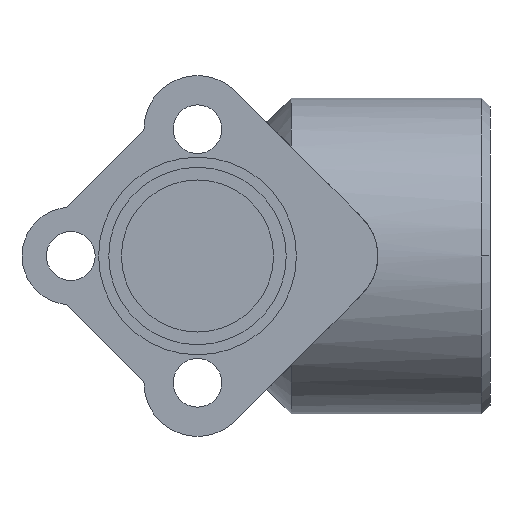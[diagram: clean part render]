
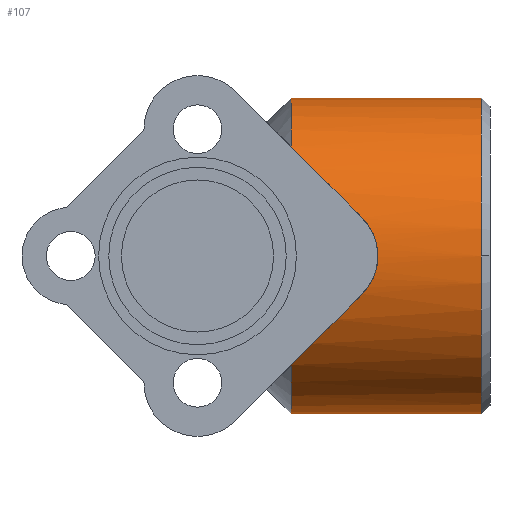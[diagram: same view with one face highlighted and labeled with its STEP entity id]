
A CAD part, front view. The second image highlights one B-rep face of the part: STEP entity #107.
In plain terms, the highlighted cylindrical face has radius 16.2 mm (diameter 32.4 mm), a partial arc.
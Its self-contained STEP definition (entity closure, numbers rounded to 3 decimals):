
#107=ADVANCED_FACE('',(#188),#189,.T.);
#188=FACE_OUTER_BOUND('',#282,.T.);
#189=CYLINDRICAL_SURFACE('',#283,16.2);
#282=EDGE_LOOP('',(#554,#555,#556,#557,#558,#559,#560,#561,#562));
#283=AXIS2_PLACEMENT_3D('',#563,#564,#565);
#554=ORIENTED_EDGE('',*,*,#660,.T.);
#555=ORIENTED_EDGE('',*,*,#674,.T.);
#556=ORIENTED_EDGE('',*,*,#735,.T.);
#557=ORIENTED_EDGE('',*,*,#663,.T.);
#558=ORIENTED_EDGE('',*,*,#670,.T.);
#559=ORIENTED_EDGE('',*,*,#740,.F.);
#560=ORIENTED_EDGE('',*,*,#741,.F.);
#561=ORIENTED_EDGE('',*,*,#742,.F.);
#562=ORIENTED_EDGE('',*,*,#738,.T.);
#563=CARTESIAN_POINT('',(18.0,18.0,0.0));
#564=DIRECTION('',(1.0,0.0,0.0));
#565=DIRECTION('',(0.0,0.0,-1.0));
#660=EDGE_CURVE('',#780,#781,#782,.T.);
#663=EDGE_CURVE('',#787,#785,#788,.T.);
#670=EDGE_CURVE('',#785,#798,#800,.T.);
#674=EDGE_CURVE('',#781,#805,#807,.T.);
#735=EDGE_CURVE('',#805,#787,#907,.T.);
#738=EDGE_CURVE('',#910,#780,#911,.T.);
#740=EDGE_CURVE('',#913,#798,#914,.T.);
#741=EDGE_CURVE('',#915,#913,#916,.T.);
#742=EDGE_CURVE('',#910,#915,#917,.T.);
#780=VERTEX_POINT('',#966);
#781=VERTEX_POINT('',#967);
#782=LINE('',#968,#969);
#785=VERTEX_POINT('',#972);
#787=VERTEX_POINT('',#974);
#788=LINE('',#975,#976);
#798=VERTEX_POINT('',#996);
#800=CIRCLE('',#1000,16.2);
#805=VERTEX_POINT('',#1006);
#807=CIRCLE('',#1009,16.2);
#907=CIRCLE('',#1254,16.2);
#910=VERTEX_POINT('',#1257);
#911=CIRCLE('',#1258,16.2);
#913=VERTEX_POINT('',#1262);
#914=ELLIPSE('',#1263,22.91,16.2);
#915=VERTEX_POINT('',#1264);
#916=B_SPLINE_CURVE_WITH_KNOTS('',3,(#1265,#1266,#1267,#1268,#1269,#1270,#1271,#1272,#1273,#1274,#1275,#1276,#1277,#1278,#1279,#1280,#1281,#1282,#1283,#1284,#1285,#1286),.UNSPECIFIED.,.F.,.F.,(4,2,2,2,2,2,2,2,2,2,4),(19.855,20.9,21.944,22.989,24.034,25.078,26.123,27.168,28.212,29.257,30.302),.UNSPECIFIED.);
#917=ELLIPSE('',#1287,22.91,16.2);
#966=CARTESIAN_POINT('',(9.6,18.0,-16.2));
#967=CARTESIAN_POINT('',(29.1,18.0,-16.2));
#968=CARTESIAN_POINT('',(18.0,18.0,-16.2));
#969=VECTOR('',#1339,1.0);
#972=CARTESIAN_POINT('',(9.6,18.0,16.2));
#974=CARTESIAN_POINT('',(29.1,18.0,16.2));
#975=CARTESIAN_POINT('',(18.0,18.0,16.2));
#976=VECTOR('',#1346,1.0);
#996=CARTESIAN_POINT('',(9.6,6.274,11.178));
#1000=AXIS2_PLACEMENT_3D('',#1357,#1358,#1359);
#1006=CARTESIAN_POINT('',(29.1,1.8,0.));
#1009=AXIS2_PLACEMENT_3D('',#1365,#1366,#1367);
#1254=AXIS2_PLACEMENT_3D('',#1495,#1496,#1497);
#1257=CARTESIAN_POINT('',(9.6,6.274,-11.178));
#1258=AXIS2_PLACEMENT_3D('',#1504,#1505,#1506);
#1262=CARTESIAN_POINT('',(16.889,2.274,3.889));
#1263=AXIS2_PLACEMENT_3D('',#1507,#1508,#1509);
#1264=CARTESIAN_POINT('',(16.889,2.274,-3.889));
#1265=CARTESIAN_POINT('',(16.073,2.455,-4.561));
#1266=CARTESIAN_POINT('',(16.372,2.396,-4.36));
#1267=CARTESIAN_POINT('',(16.646,2.334,-4.132));
#1268=CARTESIAN_POINT('',(17.132,2.214,-3.647));
#1269=CARTESIAN_POINT('',(17.36,2.152,-3.372));
#1270=CARTESIAN_POINT('',(17.763,2.036,-2.775));
#1271=CARTESIAN_POINT('',(17.937,1.983,-2.451));
#1272=CARTESIAN_POINT('',(18.219,1.894,-1.774));
#1273=CARTESIAN_POINT('',(18.326,1.858,-1.42));
#1274=CARTESIAN_POINT('',(18.466,1.812,-0.707));
#1275=CARTESIAN_POINT('',(18.5,1.8,-0.348));
#1276=CARTESIAN_POINT('',(18.5,1.8,0.348));
#1277=CARTESIAN_POINT('',(18.466,1.812,0.707));
#1278=CARTESIAN_POINT('',(18.326,1.858,1.42));
#1279=CARTESIAN_POINT('',(18.219,1.894,1.774));
#1280=CARTESIAN_POINT('',(17.937,1.983,2.451));
#1281=CARTESIAN_POINT('',(17.763,2.036,2.775));
#1282=CARTESIAN_POINT('',(17.36,2.152,3.372));
#1283=CARTESIAN_POINT('',(17.132,2.214,3.647));
#1284=CARTESIAN_POINT('',(16.646,2.334,4.132));
#1285=CARTESIAN_POINT('',(16.372,2.396,4.36));
#1286=CARTESIAN_POINT('',(16.073,2.455,4.561));
#1287=AXIS2_PLACEMENT_3D('',#1510,#1511,#1512);
#1339=DIRECTION('',(1.0,0.0,0.0));
#1346=DIRECTION('',(-1.0,-0.0,-0.0));
#1357=CARTESIAN_POINT('',(9.6,18.0,0.0));
#1358=DIRECTION('',(1.0,0.0,0.));
#1359=DIRECTION('',(0.,0.0,-1.0));
#1365=CARTESIAN_POINT('',(29.1,18.0,0.0));
#1366=DIRECTION('',(-1.0,0.0,0.0));
#1367=DIRECTION('',(0.0,0.0,-1.0));
#1495=CARTESIAN_POINT('',(29.1,18.0,0.0));
#1496=DIRECTION('',(-1.0,0.0,0.0));
#1497=DIRECTION('',(0.0,0.0,-1.0));
#1504=CARTESIAN_POINT('',(9.6,18.0,0.0));
#1505=DIRECTION('',(1.0,0.0,0.));
#1506=DIRECTION('',(0.,0.0,-1.0));
#1507=CARTESIAN_POINT('',(20.778,18.0,0.0));
#1508=DIRECTION('',(-0.707,0.,-0.707));
#1509=DIRECTION('',(0.707,0.,-0.707));
#1510=CARTESIAN_POINT('',(20.778,18.0,0.0));
#1511=DIRECTION('',(-0.707,0.,0.707));
#1512=DIRECTION('',(-0.707,0.0,-0.707));
